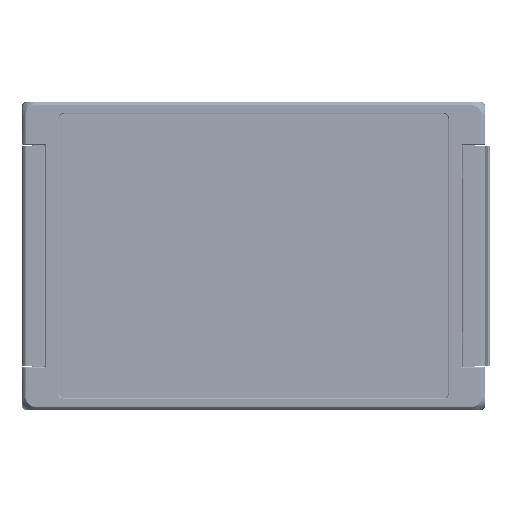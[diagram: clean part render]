
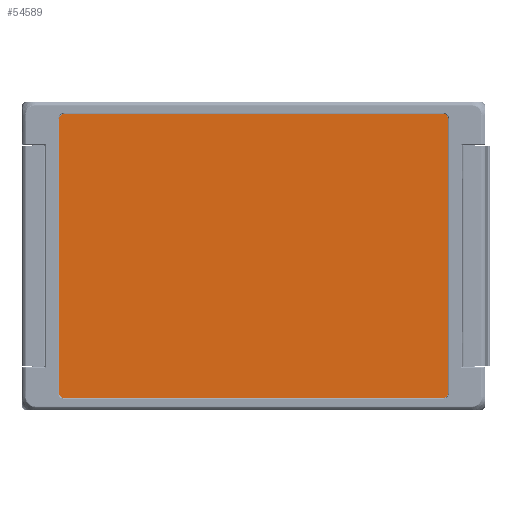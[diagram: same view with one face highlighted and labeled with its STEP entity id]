
A CAD part, top view. The second image highlights one B-rep face of the part: STEP entity #54589.
In plain terms, the highlighted planar face has unit normal (0, 0, 1).
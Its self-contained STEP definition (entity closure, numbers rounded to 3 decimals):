
#1302=ELLIPSE('',#59463,4.501,4.5);
#1304=ELLIPSE('',#59468,4.501,4.5);
#1306=ELLIPSE('',#59473,4.501,4.5);
#1307=ELLIPSE('',#59476,4.501,4.5);
#4356=PLANE('',#59484);
#8072=FACE_OUTER_BOUND('',#11587,.T.);
#11587=EDGE_LOOP('',(#47959,#47960,#47961,#47962,#47963,#47964,#47965,#47966));
#15667=LINE('',#138634,#19767);
#15670=LINE('',#138688,#19770);
#15672=LINE('',#138739,#19772);
#15674=LINE('',#138790,#19774);
#19767=VECTOR('',#71818,10.);
#19770=VECTOR('',#71833,10.);
#19772=VECTOR('',#71845,10.);
#19774=VECTOR('',#71857,10.);
#26534=VERTEX_POINT('',#138631);
#26535=VERTEX_POINT('',#138633);
#26537=VERTEX_POINT('',#138678);
#26539=VERTEX_POINT('',#138684);
#26541=VERTEX_POINT('',#138729);
#26543=VERTEX_POINT('',#138735);
#26545=VERTEX_POINT('',#138780);
#26547=VERTEX_POINT('',#138786);
#33853=EDGE_CURVE('',#26534,#26535,#15667,.T.);
#33858=EDGE_CURVE('',#26535,#26537,#1302,.T.);
#33861=EDGE_CURVE('',#26537,#26539,#15670,.T.);
#33864=EDGE_CURVE('',#26539,#26541,#1304,.T.);
#33867=EDGE_CURVE('',#26541,#26543,#15672,.T.);
#33870=EDGE_CURVE('',#26543,#26545,#1306,.T.);
#33873=EDGE_CURVE('',#26545,#26547,#15674,.T.);
#33874=EDGE_CURVE('',#26547,#26534,#1307,.T.);
#47959=ORIENTED_EDGE('',*,*,#33853,.F.);
#47960=ORIENTED_EDGE('',*,*,#33874,.F.);
#47961=ORIENTED_EDGE('',*,*,#33873,.F.);
#47962=ORIENTED_EDGE('',*,*,#33870,.F.);
#47963=ORIENTED_EDGE('',*,*,#33867,.F.);
#47964=ORIENTED_EDGE('',*,*,#33864,.F.);
#47965=ORIENTED_EDGE('',*,*,#33861,.F.);
#47966=ORIENTED_EDGE('',*,*,#33858,.F.);
#54589=ADVANCED_FACE('',(#8072),#4356,.F.);
#59463=AXIS2_PLACEMENT_3D('',#138682,#71826,#71827);
#59468=AXIS2_PLACEMENT_3D('',#138733,#71838,#71839);
#59473=AXIS2_PLACEMENT_3D('',#138784,#71850,#71851);
#59476=AXIS2_PLACEMENT_3D('',#138831,#71858,#71859);
#59484=AXIS2_PLACEMENT_3D('',#138851,#71881,#71882);
#71818=DIRECTION('',(0.,1.,0.));
#71826=DIRECTION('center_axis',(0.,0.,-1.));
#71827=DIRECTION('ref_axis',(-0.707,0.707,0.));
#71833=DIRECTION('',(1.,0.,0.));
#71838=DIRECTION('center_axis',(0.,0.,-1.));
#71839=DIRECTION('ref_axis',(0.707,0.707,0.));
#71845=DIRECTION('',(0.,-1.,0.));
#71850=DIRECTION('center_axis',(0.,0.,-1.));
#71851=DIRECTION('ref_axis',(0.707,-0.707,0.));
#71857=DIRECTION('',(-1.,0.,0.));
#71858=DIRECTION('center_axis',(0.,0.,-1.));
#71859=DIRECTION('ref_axis',(-0.707,-0.707,0.));
#71881=DIRECTION('center_axis',(0.,0.,-1.));
#71882=DIRECTION('ref_axis',(-1.,0.,0.));
#138631=CARTESIAN_POINT('',(-152.509,-107.009,18.));
#138633=CARTESIAN_POINT('',(-152.509,107.009,18.));
#138634=CARTESIAN_POINT('',(-152.509,-56.,18.));
#138678=CARTESIAN_POINT('',(-148.009,111.509,18.));
#138682=CARTESIAN_POINT('Origin',(-148.008,107.008,18.));
#138684=CARTESIAN_POINT('',(148.009,111.509,18.));
#138688=CARTESIAN_POINT('',(-76.5,111.509,18.));
#138729=CARTESIAN_POINT('',(152.509,107.009,18.));
#138733=CARTESIAN_POINT('Origin',(148.008,107.008,18.));
#138735=CARTESIAN_POINT('',(152.509,-107.009,18.));
#138739=CARTESIAN_POINT('',(152.509,56.,18.));
#138780=CARTESIAN_POINT('',(148.009,-111.509,18.));
#138784=CARTESIAN_POINT('Origin',(148.008,-107.008,18.));
#138786=CARTESIAN_POINT('',(-148.009,-111.509,18.));
#138790=CARTESIAN_POINT('',(76.5,-111.509,18.));
#138831=CARTESIAN_POINT('Origin',(-148.008,-107.008,18.));
#138851=CARTESIAN_POINT('Origin',(0.,0.,18.));
